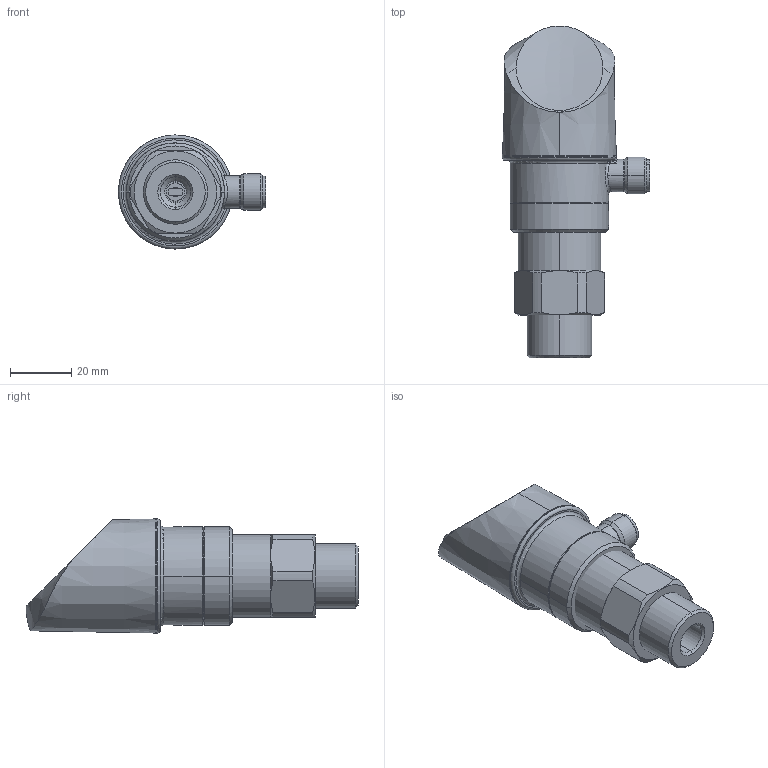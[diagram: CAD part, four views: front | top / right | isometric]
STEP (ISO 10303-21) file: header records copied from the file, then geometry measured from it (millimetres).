
FILE_DESCRIPTION (( 'STEP AP214' ), '1' );
FILE_NAME ('8380.XX.XX.24.35.STEP', '2017-06-27T06:35:16', ( 'upgadmin' ), ( 'Hewlett-Packard Company' ), 'SwSTEP 2.0', 'SolidWorks 2016', '' );
FILE_SCHEMA (( 'AUTOMOTIVE_DESIGN' ));
Length unit declared in the file: millimetre
Products named in the file (7): B65016; C26012_24; 8380.XX.XX.24.35; Display-5Pol
Assembly tree (3 placements, depth 2):
  B65016
  C26012_24
  8380.XX.XX.24.35
    C26012_24
    B65016
    Display-5Pol
  Display-5Pol
Bounding box: 48 x 108.24 x 37.2 mm (x, y, z)
Volume: 72873.2 mm3; surface area: 15451.2 mm2
Topology: 3 solids, 3 shells, 170 faces, 400 edges, 240 vertices
Faces by surface type: cylinder 62, plane 35, cone 32, torus 22, bspline 17, sphere 2
Entity records: 8420 total; most frequent: CARTESIAN_POINT 3614, DIRECTION 831, ORIENTED_EDGE 788, EDGE_CURVE 394, AXIS2_PLACEMENT_3D 353, VERTEX_POINT 240, CIRCLE 193, EDGE_LOOP 186
